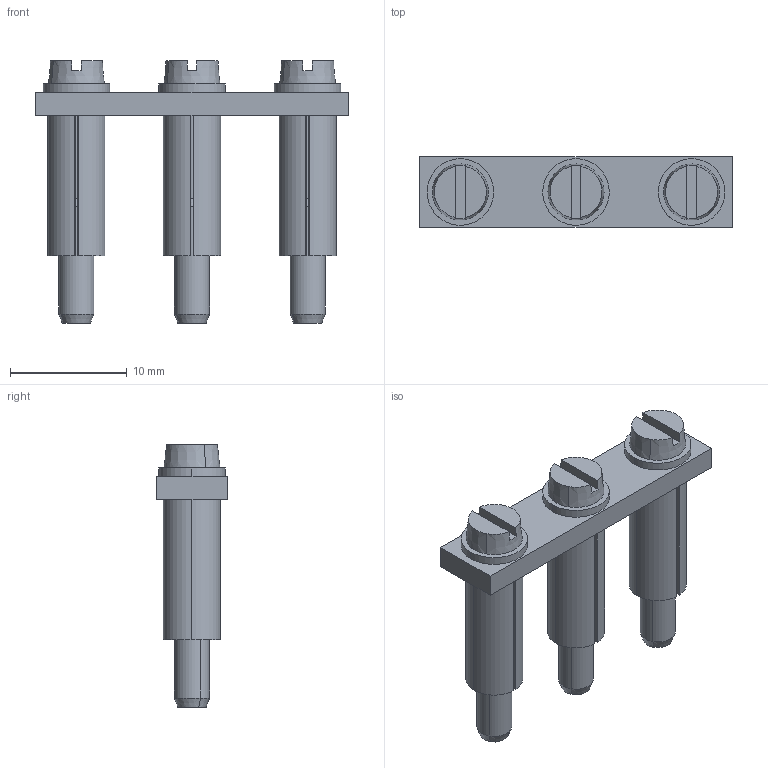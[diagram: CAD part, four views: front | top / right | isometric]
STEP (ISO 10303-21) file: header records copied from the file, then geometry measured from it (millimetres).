
FILE_DESCRIPTION(('CATIA V5 STEP Exchange','CAx-IF Rec.Pracs.--- Model Styling and Organization---1.4--- 2014-01-23'),'2;1');
FILE_NAME ('002014-4_1_0457200000_0457200000.stp','2021-12-06T10:23:23+00:00',('none'),('Weidmueller'),'CATIA Version 5-6 Release 2016 SP3 HF44','CATIA V5 STEP AP214','none');
FILE_SCHEMA(('AUTOMOTIVE_DESIGN { 1 0 10303 214 1 1 1 1 }'));
Length unit declared in the file: millimetre
Products named in the file (1): 0457200000
Bounding box: 26.8 x 6 x 22.5 mm (x, y, z)
Volume: 1145.1 mm3; surface area: 2413.2 mm2
Topology: 10 solids, 10 shells, 117 faces, 252 edges, 158 vertices
Faces by surface type: plane 51, cylinder 48, cone 18
Entity records: 3237 total; most frequent: CARTESIAN_POINT 751, ORIENTED_EDGE 504, DIRECTION 442, EDGE_CURVE 252, AXIS2_PLACEMENT_3D 221, VERTEX_POINT 158, EDGE_LOOP 132, ADVANCED_FACE 117
